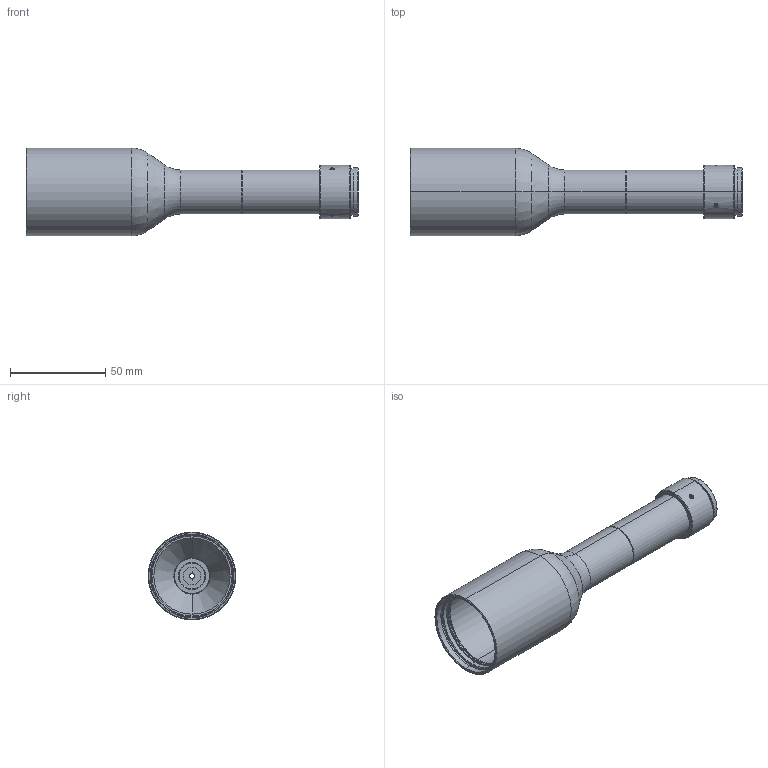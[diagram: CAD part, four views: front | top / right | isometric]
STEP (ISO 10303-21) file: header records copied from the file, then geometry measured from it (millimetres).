
FILE_DESCRIPTION (( 'STEP AP203' ), '1' );
FILE_NAME ('WD150mm 0.5X堈陑噩芛.STEP', '2022-11-11T03:56:58', ( '' ), ( '' ), 'SwSTEP 2.0', 'SolidWorks 2018', '' );
FILE_SCHEMA (( 'CONFIG_CONTROL_DESIGN' ));
Length unit declared in the file: millimetre
Products named in the file (5): 噩芠1; 惕踡C諉諳; WD150mm 0.5X堈陑噩芛; 噩芠2; 階佪
Assembly tree (6 placements, depth 2):
  WD150mm 0.5X堈陑噩芛
    噩芠1
    噩芠2
    惕踡C諉諳
    階佪  x3
Bounding box: 173.97 x 46 x 46 mm (x, y, z)
Volume: 47731.9 mm3; surface area: 40217.2 mm2
Topology: 6 solids, 6 shells, 227 faces, 454 edges, 270 vertices
Faces by surface type: cylinder 98, cone 82, plane 43, torus 4
Entity records: 6125 total; most frequent: DIRECTION 1068, CARTESIAN_POINT 1066, ORIENTED_EDGE 828, AXIS2_PLACEMENT_3D 452, EDGE_CURVE 414, VERTEX_POINT 246, EDGE_LOOP 246, CIRCLE 238
